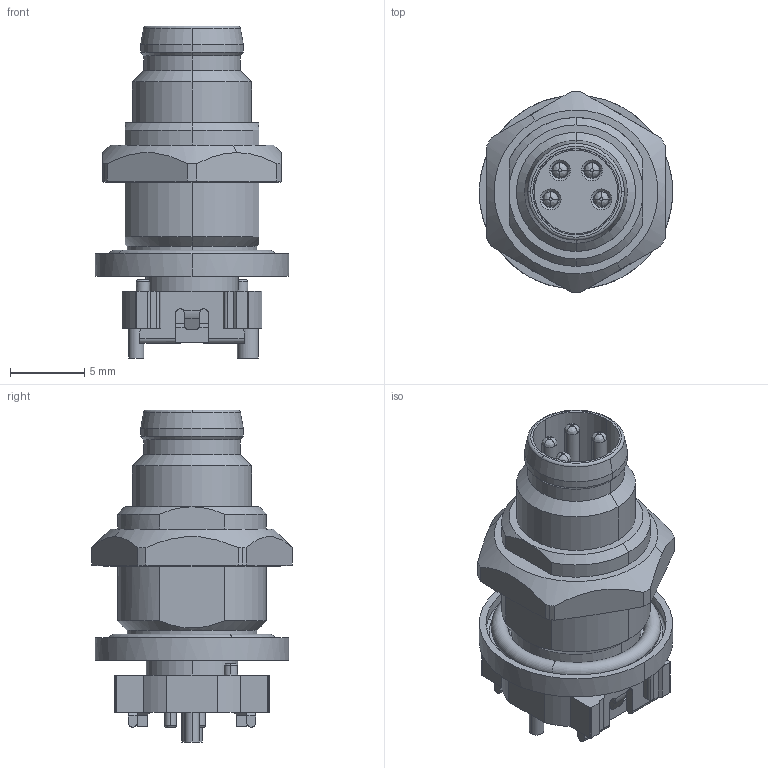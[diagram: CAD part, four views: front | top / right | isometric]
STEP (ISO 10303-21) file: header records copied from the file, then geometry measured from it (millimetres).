
FILE_DESCRIPTION(('CATIA V5R24 STEP','CAx-IF Rec.Pracs.--- Model Styling and Organization---1.2---2011-12-15'),'2;1');
FILE_NAME ('D1461813_1_2422530000_2422530000.stp','2017-08-29T11:59:59+00:00',('none'),('Weidmueller'),'CATIA Version 5-6 Release 2014 SP4 HF52','CATIA V5 STEP AP214','none');
FILE_SCHEMA(('AUTOMOTIVE_DESIGN { 1 0 10303 214 1 1 1 1 }'));
Length unit declared in the file: millimetre
Products named in the file (1): 2422530000
Bounding box: 12.99 x 13.5 x 22.3 mm (x, y, z)
Volume: 1322.7 mm3; surface area: 2111.2 mm2
Topology: 4 solids, 4 shells, 351 faces, 908 edges, 588 vertices
Faces by surface type: cylinder 142, plane 141, cone 30, bspline 20, torus 18
Entity records: 12213 total; most frequent: CARTESIAN_POINT 4195, ORIENTED_EDGE 1800, DIRECTION 1336, EDGE_CURVE 900, VERTEX_POINT 584, AXIS2_PLACEMENT_3D 581, VECTOR 440, LINE 440
